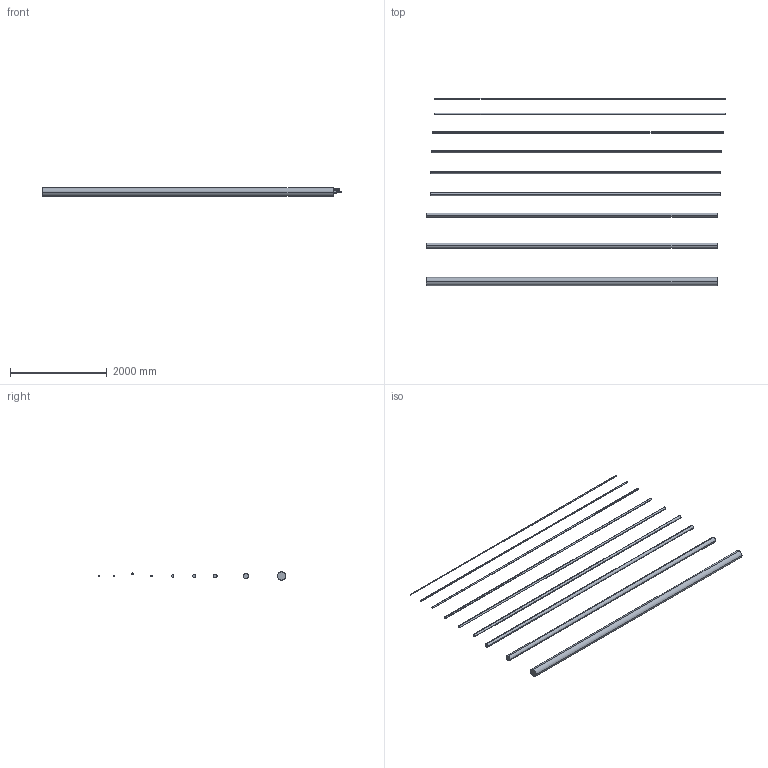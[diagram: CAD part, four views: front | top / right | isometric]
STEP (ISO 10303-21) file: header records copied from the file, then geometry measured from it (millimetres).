
FILE_DESCRIPTION(/* description */ (''),/* implementation_level */ '2;1');
FILE_NAME(/* name */ 'Plumbing-Pipes-Aignep-Calibrated_Aluminium_Tubes_Blue-6m-3DView-Preview',/* time_stamp */ '2025-08-20T22:20:14+03:00',/* author */ (''),/* organization */ (''),/* preprocessor_version */ 'ST-DEVELOPER v20',/* originating_system */ '',/* authorisation */ '');
FILE_SCHEMA (('AP242_MANAGED_MODEL_BASED_3D_ENGINEERING_MIM_LF { 1 0 10303 442 1 1 4 }'));
Length unit declared in the file: millimetre
Products named in the file (19): TopLevelAssembly; AIGNEP - 90000 - 6m - BLUE; AIGNEP - 90000 - 6m - BLUE_1; AIGNEP - 90000 - 6m - BLUE_2; AIGNEP - 90000 - 6m - BLUE_3; AIGNEP - 90000 - 6m - BLUE_4; AIGNEP - 90000 - 6m - BLUE_5; AIGNEP - 90000 - 6m - BLUE_6; AIGNEP - 90000 - 6m - BLUE_7; AIGNEP - 90000 - 6m - BLUE_8
Assembly tree (18 placements, depth 2):
  TopLevelAssembly
    AIGNEP - 90000 - 6m - BLUE
    (unnamed)
    AIGNEP - 90000 - 6m - BLUE_1
    (unnamed)
    AIGNEP - 90000 - 6m - BLUE_2
    (unnamed)
    AIGNEP - 90000 - 6m - BLUE_3
    (unnamed)
    AIGNEP - 90000 - 6m - BLUE_4
    (unnamed)
    AIGNEP - 90000 - 6m - BLUE_5
    (unnamed)
    AIGNEP - 90000 - 6m - BLUE_6
    (unnamed)
    AIGNEP - 90000 - 6m - BLUE_7
    (unnamed)
    AIGNEP - 90000 - 6m - BLUE_8
    (unnamed)
Bounding box: 6177.88 x 3861.73 x 168 mm (x, y, z)
Volume: 267861614.4 mm3; surface area: 11172826.1 mm2
Topology: 9 solids, 9 shells, 54 faces, 126 edges, 108 vertices
Faces by surface type: cylinder 36, plane 18
Entity records: 2071 total; most frequent: DIRECTION 380, CARTESIAN_POINT 325, ORIENTED_EDGE 216, AXIS2_PLACEMENT_3D 163, EDGE_CURVE 108, CIRCLE 72, VERTEX_POINT 72, FACE_OUTER_BOUND 54
